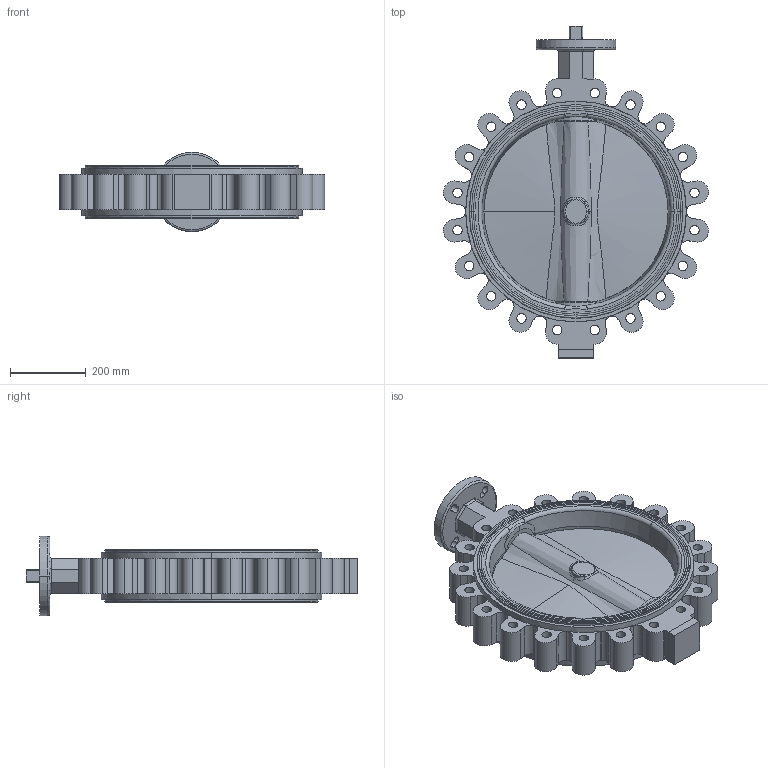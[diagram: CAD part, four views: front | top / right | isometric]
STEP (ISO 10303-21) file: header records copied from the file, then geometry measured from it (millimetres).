
FILE_DESCRIPTION (( 'STEP AP214' ), '1' );
FILE_NAME ('NS-2000-LUG.step', '2019-03-07T21:00:59', ( '' ), ( '' ), 'SwSTEP 2.0', 'SolidWorks 2019', '' );
FILE_SCHEMA (( 'AUTOMOTIVE_DESIGN' ));
Length unit declared in the file: inch
Products named in the file (1): NS-2000-LUG
Bounding box: 701.99 x 878.69 x 210 mm (x, y, z)
Surface area: 1626183.1 mm2 (no closed solid volume)
Topology: 0 solids, 6 shells, 371 faces, 1031 edges, 684 vertices
Faces by surface type: cylinder 179, plane 116, torus 32, cone 24, bspline 20
Entity records: 23827 total; most frequent: CARTESIAN_POINT 9293, DIRECTION 2118, ORIENTED_EDGE 1934, EDGE_CURVE 1031, AXIS2_PLACEMENT_3D 865, VERTEX_POINT 684, CIRCLE 513, EDGE_LOOP 457
